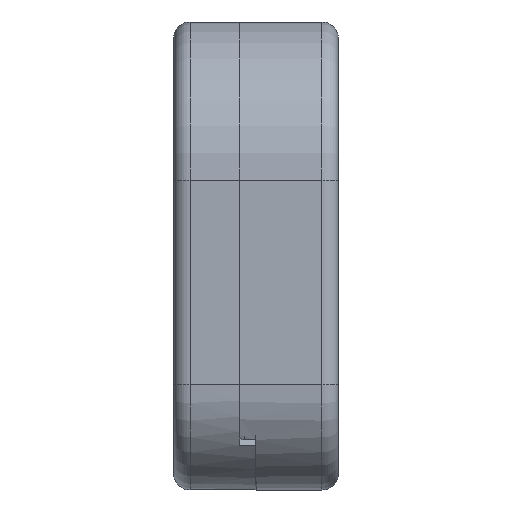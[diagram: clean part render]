
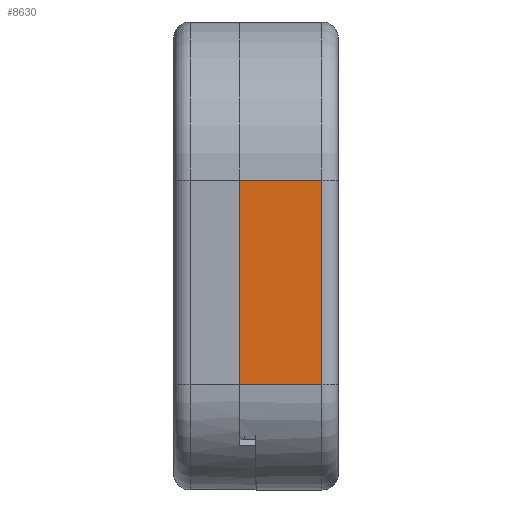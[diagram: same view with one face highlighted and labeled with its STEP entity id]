
A CAD part, left-side view. The second image highlights one B-rep face of the part: STEP entity #8630.
In plain terms, the highlighted planar face has unit normal (-1, 0, 0).
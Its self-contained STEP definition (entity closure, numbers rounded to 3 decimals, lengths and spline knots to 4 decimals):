
#800=DIRECTION('',(0.,0.,1.));
#801=VECTOR('',#800,6.2);
#802=CARTESIAN_POINT('',(-9.5,3.,-5.2));
#803=LINE('',#802,#801);
#2992=DIRECTION('',(0.,1.,0.));
#2993=VECTOR('',#2992,2.5);
#2994=CARTESIAN_POINT('',(-9.5,0.5,1.));
#2995=LINE('',#2994,#2993);
#2996=DIRECTION('',(0.,0.,-1.));
#2997=VECTOR('',#2996,6.2);
#2998=CARTESIAN_POINT('',(-9.5,0.5,1.));
#2999=LINE('',#2998,#2997);
#3000=DIRECTION('',(0.,1.,0.));
#3001=VECTOR('',#3000,2.5);
#3002=CARTESIAN_POINT('',(-9.5,0.5,-5.2));
#3003=LINE('',#3002,#3001);
#3785=CARTESIAN_POINT('',(-9.5,3.,-5.2));
#3786=CARTESIAN_POINT('',(-9.5,3.,1.));
#3787=VERTEX_POINT('',#3785);
#3788=VERTEX_POINT('',#3786);
#4128=CARTESIAN_POINT('',(-9.5,0.5,1.));
#4129=VERTEX_POINT('',#4128);
#4132=CARTESIAN_POINT('',(-9.5,0.5,-5.2));
#4133=VERTEX_POINT('',#4132);
#8618=CARTESIAN_POINT('',(-9.5,0.,-5.2));
#8619=DIRECTION('',(-1.,0.,0.));
#8620=DIRECTION('',(0.,0.,1.));
#8621=AXIS2_PLACEMENT_3D('',#8618,#8619,#8620);
#8622=PLANE('',#8621);
#8623=ORIENTED_EDGE('',*,*,#4858,.T.);
#8625=ORIENTED_EDGE('',*,*,#8624,.T.);
#8626=ORIENTED_EDGE('',*,*,#5571,.T.);
#8627=ORIENTED_EDGE('',*,*,#8611,.F.);
#8628=EDGE_LOOP('',(#8623,#8625,#8626,#8627));
#8629=FACE_OUTER_BOUND('',#8628,.F.);
#8630=ADVANCED_FACE('',(#8629),#8622,.T.);
#4858=EDGE_CURVE('',#4129,#4133,#2999,.T.);
#5571=EDGE_CURVE('',#3787,#3788,#803,.T.);
#8611=EDGE_CURVE('',#4129,#3788,#2995,.T.);
#8624=EDGE_CURVE('',#4133,#3787,#3003,.T.);
